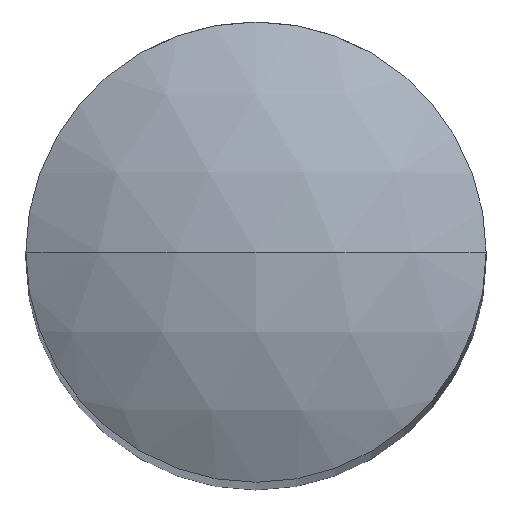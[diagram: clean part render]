
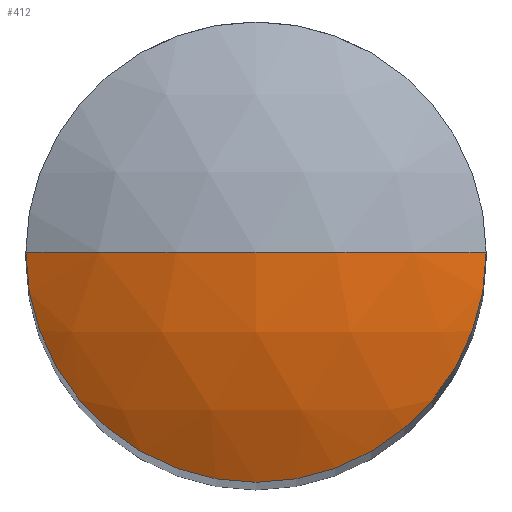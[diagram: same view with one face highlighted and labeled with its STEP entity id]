
A CAD part, top view. The second image highlights one B-rep face of the part: STEP entity #412.
In plain terms, the highlighted spherical face has radius 3 mm.
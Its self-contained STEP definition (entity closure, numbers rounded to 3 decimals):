
#2 = AXIS2_PLACEMENT_3D ( 'NONE', #800, #795, #792 ) ;
#11 = AXIS2_PLACEMENT_3D ( 'NONE', #648, #606, #596 ) ;
#37 = VERTEX_POINT ( 'NONE', #794 ) ;
#43 = FACE_OUTER_BOUND ( 'NONE', #539, .T. ) ;
#53 = EDGE_CURVE ( 'NONE', #37, #191, #368, .T. ) ;
#75 = EDGE_CURVE ( 'NONE', #582, #191, #190, .T. ) ;
#176 = EDGE_CURVE ( 'NONE', #582, #37, #618, .T. ) ;
#190 = CIRCLE ( 'NONE', #603, 3. ) ;
#191 = VERTEX_POINT ( 'NONE', #417 ) ;
#254 = ORIENTED_EDGE ( 'NONE', *, *, #75, .T. ) ;
#368 = CIRCLE ( 'NONE', #2, 1.5 ) ;
#409 = SPHERICAL_SURFACE ( 'NONE', #659, 3. ) ;
#412 = ADVANCED_FACE ( 'NONE', ( #43 ), #409, .T. ) ;
#417 = CARTESIAN_POINT ( 'NONE',  ( -1.5, 0., 14.598 ) ) ;
#465 = CARTESIAN_POINT ( 'NONE',  ( 0., 0., 15. ) ) ;
#495 = DIRECTION ( 'NONE',  ( 1., 0., 0. ) ) ;
#502 = DIRECTION ( 'NONE',  ( 0., -1., 0. ) ) ;
#507 = CARTESIAN_POINT ( 'NONE',  ( 0., 0., 12. ) ) ;
#515 = DIRECTION ( 'NONE',  ( 0., -1., 0. ) ) ;
#524 = ORIENTED_EDGE ( 'NONE', *, *, #176, .F. ) ;
#539 = EDGE_LOOP ( 'NONE', ( #524, #254, #743 ) ) ;
#582 = VERTEX_POINT ( 'NONE', #465 ) ;
#596 = DIRECTION ( 'NONE',  ( 0., 0., 1. ) ) ;
#603 = AXIS2_PLACEMENT_3D ( 'NONE', #507, #502, #495 ) ;
#606 = DIRECTION ( 'NONE',  ( 0., 1., 0. ) ) ;
#618 = CIRCLE ( 'NONE', #11, 3. ) ;
#640 = DIRECTION ( 'NONE',  ( 1., 0., 0. ) ) ;
#648 = CARTESIAN_POINT ( 'NONE',  ( 0., 0., 12. ) ) ;
#659 = AXIS2_PLACEMENT_3D ( 'NONE', #793, #515, #640 ) ;
#743 = ORIENTED_EDGE ( 'NONE', *, *, #53, .F. ) ;
#792 = DIRECTION ( 'NONE',  ( -1., 0., 0. ) ) ;
#793 = CARTESIAN_POINT ( 'NONE',  ( 0., 0., 12. ) ) ;
#794 = CARTESIAN_POINT ( 'NONE',  ( 1.5, 0., 14.598 ) ) ;
#795 = DIRECTION ( 'NONE',  ( 0., 0., -1. ) ) ;
#800 = CARTESIAN_POINT ( 'NONE',  ( 0., 0., 14.598 ) ) ;
